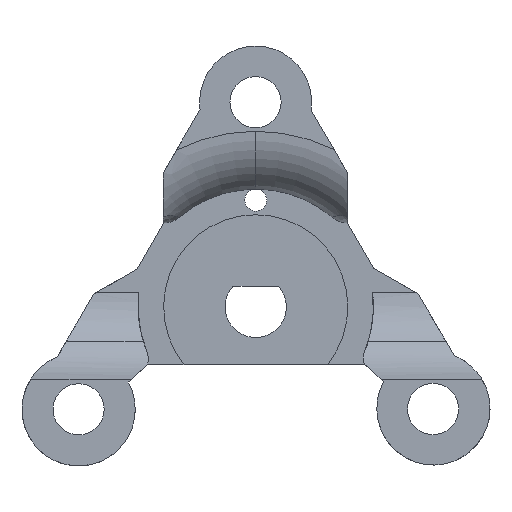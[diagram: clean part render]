
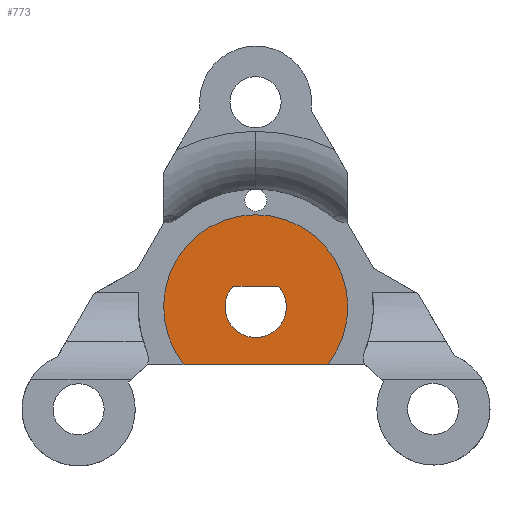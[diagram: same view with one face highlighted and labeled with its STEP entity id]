
A CAD part, front view. The second image highlights one B-rep face of the part: STEP entity #773.
In plain terms, the highlighted planar face has unit normal (0, -1, 0).
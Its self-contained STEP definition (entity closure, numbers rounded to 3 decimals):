
#51=FACE_BOUND('',#123,.T.);
#60=PLANE('',#831);
#81=FACE_OUTER_BOUND('',#122,.T.);
#122=EDGE_LOOP('',(#524,#525));
#123=EDGE_LOOP('',(#526,#527));
#173=LINE('',#1134,#235);
#174=LINE('',#1138,#236);
#235=VECTOR('',#918,10.);
#236=VECTOR('',#921,10.);
#296=CIRCLE('',#830,4.5);
#297=CIRCLE('',#832,1.5);
#326=VERTEX_POINT('',#1128);
#327=VERTEX_POINT('',#1130);
#328=VERTEX_POINT('',#1135);
#329=VERTEX_POINT('',#1136);
#404=EDGE_CURVE('',#327,#326,#296,.T.);
#406=EDGE_CURVE('',#326,#327,#173,.T.);
#407=EDGE_CURVE('',#328,#329,#297,.T.);
#408=EDGE_CURVE('',#329,#328,#174,.T.);
#524=ORIENTED_EDGE('',*,*,#404,.T.);
#525=ORIENTED_EDGE('',*,*,#406,.T.);
#526=ORIENTED_EDGE('',*,*,#407,.T.);
#527=ORIENTED_EDGE('',*,*,#408,.T.);
#773=ADVANCED_FACE('',(#81,#51),#60,.T.);
#830=AXIS2_PLACEMENT_3D('',#1131,#913,#914);
#831=AXIS2_PLACEMENT_3D('',#1133,#916,#917);
#832=AXIS2_PLACEMENT_3D('',#1137,#919,#920);
#913=DIRECTION('center_axis',(0.,-1.,0.));
#914=DIRECTION('ref_axis',(0.782,0.,-0.623));
#916=DIRECTION('center_axis',(0.,-1.,0.));
#917=DIRECTION('ref_axis',(1.,0.,0.));
#918=DIRECTION('',(1.,0.,0.003));
#919=DIRECTION('center_axis',(0.,1.,0.));
#920=DIRECTION('ref_axis',(-0.745,0.,0.667));
#921=DIRECTION('',(1.,0.,0.));
#1128=CARTESIAN_POINT('',(-3.505,-4.5,-2.822));
#1130=CARTESIAN_POINT('',(3.519,-4.5,-2.804));
#1131=CARTESIAN_POINT('Origin',(0.,-4.5,0.));
#1133=CARTESIAN_POINT('Origin',(0.,-4.5,0.839));
#1134=CARTESIAN_POINT('',(-5.289,-4.5,-2.827));
#1135=CARTESIAN_POINT('',(1.118,-4.5,1.));
#1136=CARTESIAN_POINT('',(-1.118,-4.5,1.));
#1137=CARTESIAN_POINT('Origin',(0.,-4.5,0.));
#1138=CARTESIAN_POINT('',(-1.118,-4.5,1.));
